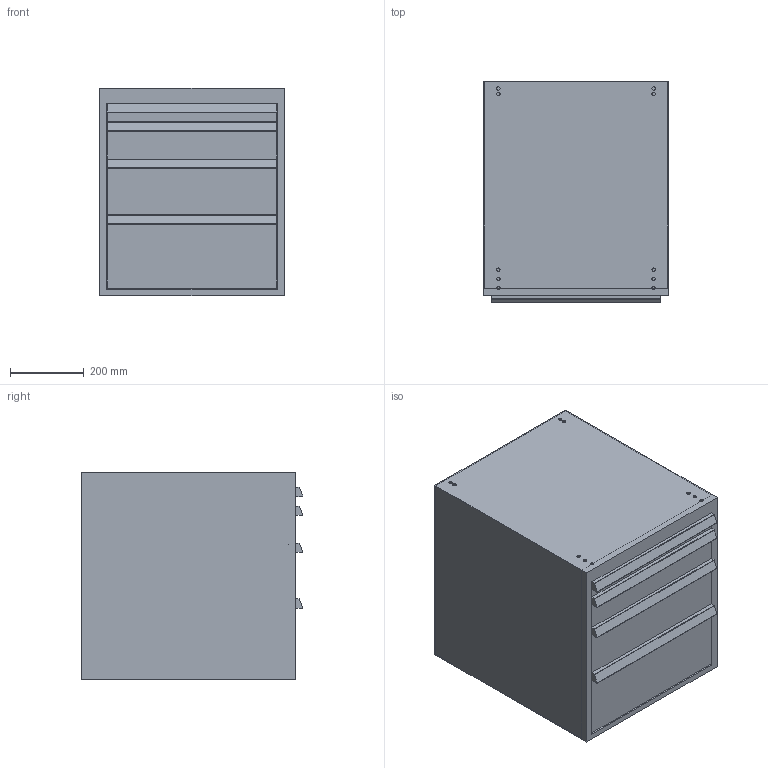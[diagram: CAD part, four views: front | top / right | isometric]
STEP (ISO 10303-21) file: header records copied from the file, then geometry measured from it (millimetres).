
FILE_DESCRIPTION(/* description */ ('Schubfach-Unterschrank, Fach 50/100/150/200'),/* implementation_level */ '2;1');
FILE_NAME(/* name */ 'ZEI_CAD_320814-2-REV00_#SALL_#AIN_#V1.step',/* time_stamp */ '2022-09-15T22:44:16+02:00',/* author */ ('MiniTec'),/* organization */ ('MiniTec GmbH & Co.KG'),/* preprocessor_version */ 'ST-DEVELOPER v18.1',/* originating_system */ 'Autodesk Inventor 2021',/* authorisation */ '');
FILE_SCHEMA (('CONFIG_CONTROL_DESIGN'));
Length unit declared in the file: millimetre
Products named in the file (1): leer
Bounding box: 500 x 599.52 x 560 mm (x, y, z)
Volume: 5695562.2 mm3; surface area: 3618340.9 mm2
Topology: 3 solids, 3 shells, 64 faces, 170 edges, 112 vertices
Faces by surface type: plane 46, cylinder 18
Full cylindrical faces by diameter (mm): 9 x10
Entity records: 2112 total; most frequent: CARTESIAN_POINT 347, ORIENTED_EDGE 340, DIRECTION 338, EDGE_CURVE 170, LINE 132, VECTOR 132, VERTEX_POINT 112, AXIS2_PLACEMENT_3D 103
